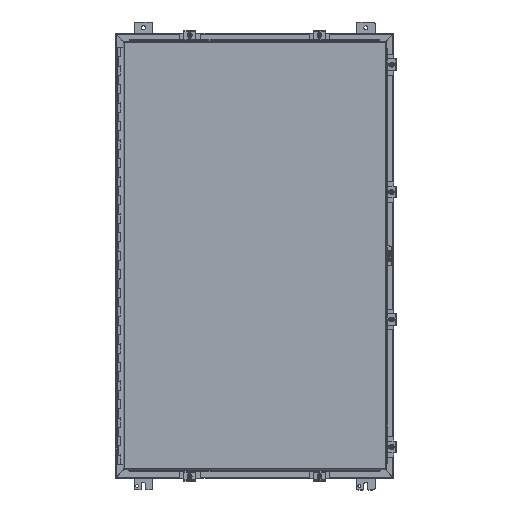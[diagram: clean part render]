
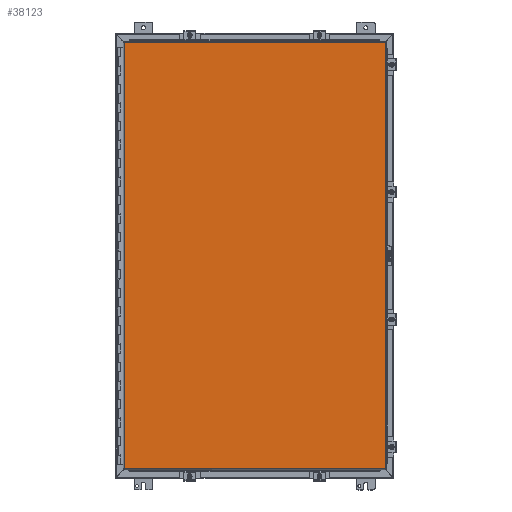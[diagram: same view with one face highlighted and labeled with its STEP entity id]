
A CAD part, top view. The second image highlights one B-rep face of the part: STEP entity #38123.
In plain terms, the highlighted face is planar.
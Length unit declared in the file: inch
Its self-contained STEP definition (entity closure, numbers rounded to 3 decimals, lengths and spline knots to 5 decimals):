
#2208 = LINE ( 'NONE', #23851, #9922 ) ;
#2658 = PLANE ( 'NONE',  #38411 ) ;
#3714 = VERTEX_POINT ( 'NONE', #22954 ) ;
#5513 = ORIENTED_EDGE ( 'NONE', *, *, #16324, .T. ) ;
#5628 = VECTOR ( 'NONE', #40054, 39.37008 ) ;
#8423 = LINE ( 'NONE', #13741, #10471 ) ;
#9380 = ORIENTED_EDGE ( 'NONE', *, *, #17918, .T. ) ;
#9432 = DIRECTION ( 'NONE',  ( 0., 0., 1. ) ) ;
#9922 = VECTOR ( 'NONE', #41452, 39.37008 ) ;
#10471 = VECTOR ( 'NONE', #13363, 39.37008 ) ;
#13363 = DIRECTION ( 'NONE',  ( 0., 1., 0. ) ) ;
#13741 = CARTESIAN_POINT ( 'NONE',  ( -14.08225, -22.9885, 0. ) ) ;
#14393 = EDGE_CURVE ( 'NONE', #3714, #22107, #8423, .T. ) ;
#14828 = CARTESIAN_POINT ( 'NONE',  ( 14.08225, 22.9885, 0. ) ) ;
#15706 = VERTEX_POINT ( 'NONE', #14828 ) ;
#16324 = EDGE_CURVE ( 'NONE', #33187, #3714, #34507, .T. ) ;
#16415 = EDGE_CURVE ( 'NONE', #15706, #33187, #23460, .T. ) ;
#17918 = EDGE_CURVE ( 'NONE', #22107, #15706, #2208, .T. ) ;
#22107 = VERTEX_POINT ( 'NONE', #24997 ) ;
#22954 = CARTESIAN_POINT ( 'NONE',  ( -14.08225, -22.9885, 0. ) ) ;
#23460 = LINE ( 'NONE', #40025, #5628 ) ;
#23851 = CARTESIAN_POINT ( 'NONE',  ( -14.08225, 22.9885, 0. ) ) ;
#24997 = CARTESIAN_POINT ( 'NONE',  ( -14.08225, 22.9885, 0. ) ) ;
#28112 = CARTESIAN_POINT ( 'NONE',  ( 14.08225, -22.9885, 0. ) ) ;
#29546 = CARTESIAN_POINT ( 'NONE',  ( 0., 0., 0. ) ) ;
#31935 = ORIENTED_EDGE ( 'NONE', *, *, #16415, .T. ) ;
#32988 = DIRECTION ( 'NONE',  ( 1., 0., 0. ) ) ;
#33187 = VERTEX_POINT ( 'NONE', #28112 ) ;
#34507 = LINE ( 'NONE', #41522, #42277 ) ;
#36531 = FACE_OUTER_BOUND ( 'NONE', #41058, .T. ) ;
#38123 = ADVANCED_FACE ( 'NONE', ( #36531 ), #2658, .F. ) ;
#38411 = AXIS2_PLACEMENT_3D ( 'NONE', #29546, #9432, #32988 ) ;
#40025 = CARTESIAN_POINT ( 'NONE',  ( 14.08225, 22.9885, 0. ) ) ;
#40054 = DIRECTION ( 'NONE',  ( 0., -1., 0. ) ) ;
#40735 = ORIENTED_EDGE ( 'NONE', *, *, #14393, .T. ) ;
#41047 = DIRECTION ( 'NONE',  ( -1., 0., 0. ) ) ;
#41058 = EDGE_LOOP ( 'NONE', ( #40735, #9380, #31935, #5513 ) ) ;
#41452 = DIRECTION ( 'NONE',  ( 1., 0., 0. ) ) ;
#41522 = CARTESIAN_POINT ( 'NONE',  ( 14.08225, -22.9885, 0. ) ) ;
#42277 = VECTOR ( 'NONE', #41047, 39.37008 ) ;
